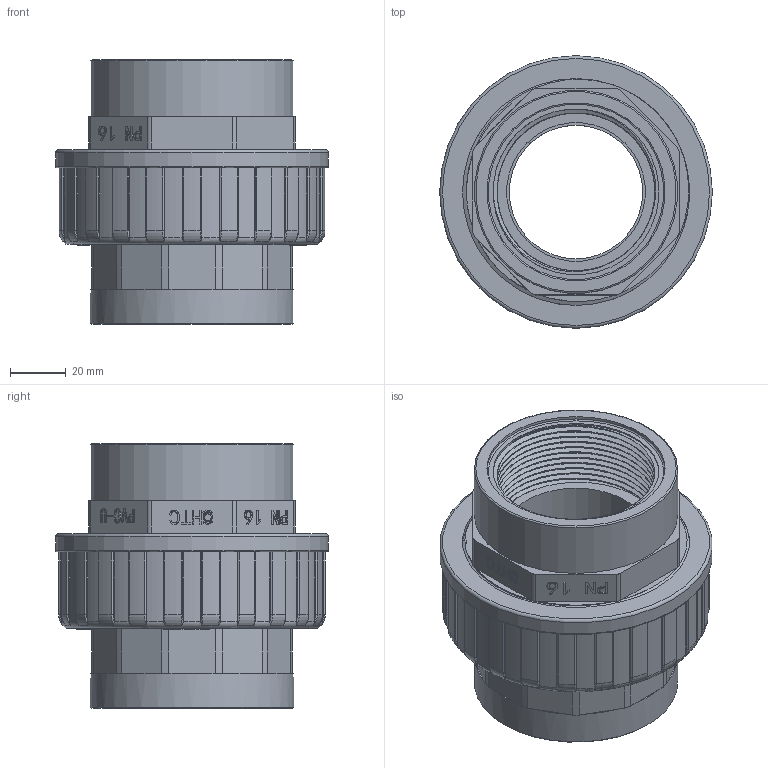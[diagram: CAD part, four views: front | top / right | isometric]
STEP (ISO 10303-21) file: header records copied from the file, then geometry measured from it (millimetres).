
FILE_DESCRIPTION(/* description */ (''),/* implementation_level */ '2;1');
FILE_NAME(/* name */ '63.stp',/* time_stamp */ '2025-05-09T09:50:49+08:00',/* author */ (''),/* organization */ (''),/* preprocessor_version */ 'ST-DEVELOPER v16.7',/* originating_system */ 'SIEMENS PLM Software NX 12.0',/* authorisation */ '');
FILE_SCHEMA (('AUTOMOTIVE_DESIGN { 1 0 10303 214 3 1 1 1 }'));
Length unit declared in the file: millimetre
Products named in the file (1): Admi38C49DCEyxkf
Bounding box: 97.9 x 97.9 x 95.1 mm (x, y, z)
Volume: 277330.4 mm3; surface area: 96025 mm2
Topology: 4 solids, 4 shells, 916 faces, 2441 edges, 1600 vertices
Faces by surface type: plane 427, extrusion 224, cylinder 181, bspline 52, torus 29, cone 3
Full cylindrical faces by diameter (mm): 2 x1, 2.486 x1, 3 x1, 3.315 x1, 48 x1, 49.8 x1, 59.614 x22, 60 x1, 64 x2, 70 x1, 73 x2, 73.9 x1, 74 x1, 78 x1, 78.576 x19, 81.534 x10, 97.9 x1
Entity records: 41516 total; most frequent: CARTESIAN_POINT 21423, ORIENTED_EDGE 4494, DIRECTION 3318, EDGE_CURVE 2247, VERTEX_POINT 1489, VECTOR 1450, LINE 1226, EDGE_LOOP 969
